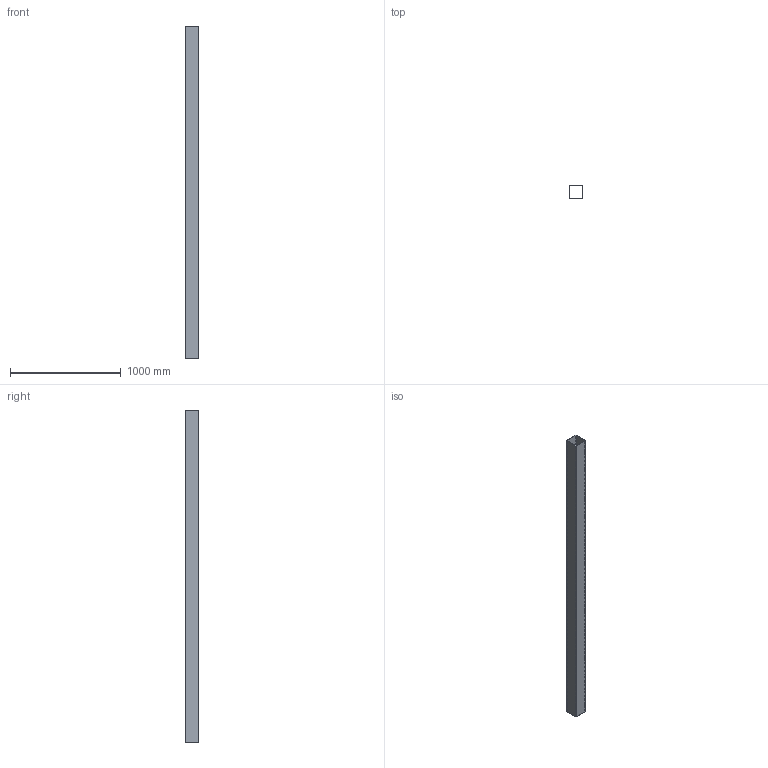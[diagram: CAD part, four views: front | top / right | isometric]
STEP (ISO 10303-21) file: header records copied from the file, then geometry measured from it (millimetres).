
FILE_DESCRIPTION (( 'STEP AP203' ), '1' );
FILE_NAME ('1374-8.step', '2015-09-17T14:43:25', ( '' ), ( '' ), 'SwSTEP 2.0', 'SolidWorks 2015', '' );
FILE_SCHEMA (( 'CONFIG_CONTROL_DESIGN' ));
Length unit declared in the file: millimetre
Products named in the file (1): 1374-8
Bounding box: 120 x 120 x 3000 mm (x, y, z)
Volume: 4180109.4 mm3; surface area: 2791589.2 mm2
Topology: 1 solids, 1 shells, 795 faces, 2915 edges, 1542 vertices
Faces by surface type: torus 600, plane 116, bspline 79
Entity records: 44415 total; most frequent: CARTESIAN_POINT 24443, ORIENTED_EDGE 4630, DIRECTION 3591, EDGE_CURVE 2315, VERTEX_POINT 1542, AXIS2_PLACEMENT_3D 1317, LINE 957, VECTOR 957
